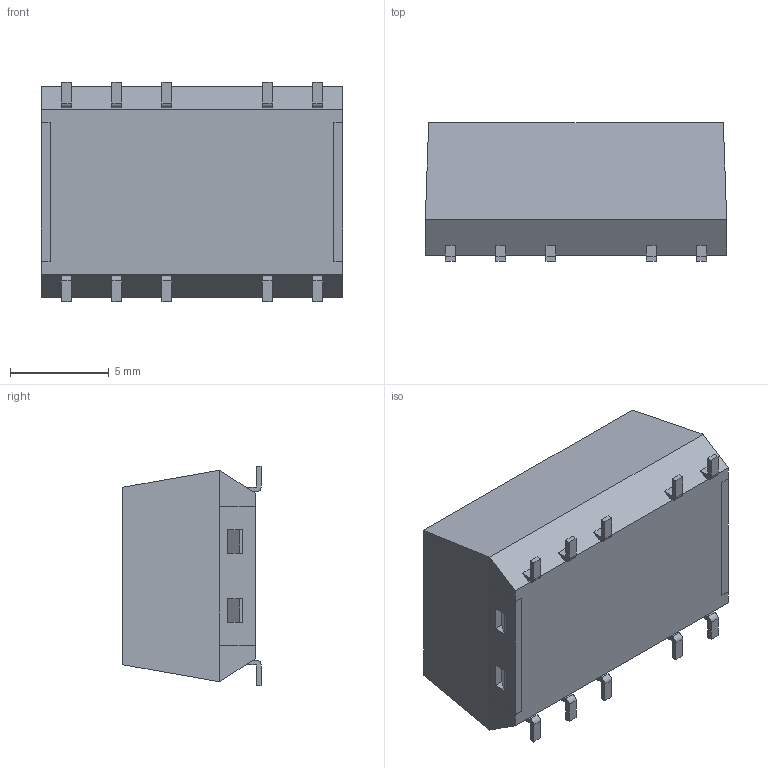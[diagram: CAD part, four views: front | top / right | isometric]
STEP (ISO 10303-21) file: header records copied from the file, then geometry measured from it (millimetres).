
FILE_DESCRIPTION(/* description */ (''),/* implementation_level */ '2;1');
FILE_NAME(/* name */ '12M1S.stp',/* time_stamp */ '2024-05-23T17:11:49+08:00',/* author */ ('ching'),/* organization */ (''),/* preprocessor_version */ 'ST-DEVELOPER v16.5',/* originating_system */ 'Autodesk Inventor 2017',/* authorisation */ '');
FILE_SCHEMA (('AUTOMOTIVE_DESIGN { 1 0 10303 214 3 1 1 }'));
Length unit declared in the file: millimetre
Products named in the file (1): 零件1
Bounding box: 15.24 x 7 x 11.1 mm (x, y, z)
Volume: 989.2 mm3; surface area: 1009 mm2
Topology: 12 solids, 12 shells, 156 faces, 380 edges, 252 vertices
Faces by surface type: plane 142, cylinder 14
Entity records: 4550 total; most frequent: CARTESIAN_POINT 789, ORIENTED_EDGE 760, DIRECTION 722, EDGE_CURVE 380, LINE 352, VECTOR 352, VERTEX_POINT 252, AXIS2_PLACEMENT_3D 185
